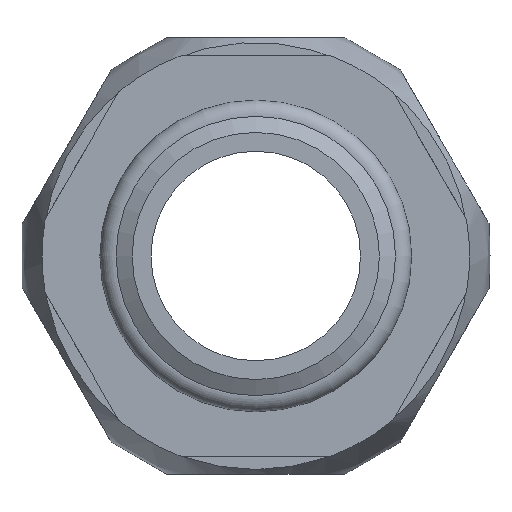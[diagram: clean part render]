
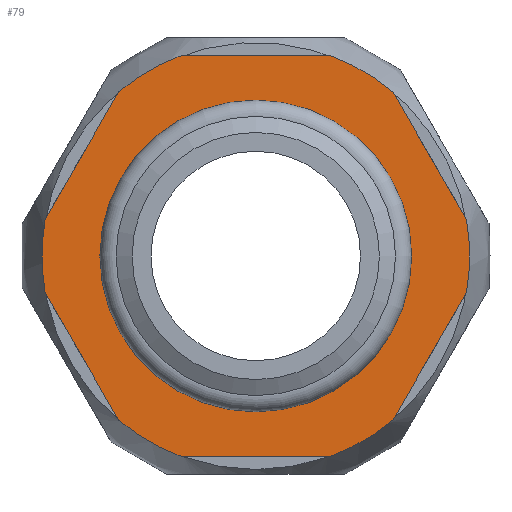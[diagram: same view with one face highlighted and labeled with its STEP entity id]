
A CAD part, left-side view. The second image highlights one B-rep face of the part: STEP entity #79.
In plain terms, the highlighted planar face has unit normal (-1, 0, 0).
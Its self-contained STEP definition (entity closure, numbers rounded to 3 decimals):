
#79 = ADVANCED_FACE( '', ( #121, #122 ), #123, .T. );
#121 = FACE_BOUND( '', #209, .T. );
#122 = FACE_OUTER_BOUND( '', #210, .T. );
#123 = PLANE( '', #211 );
#209 = EDGE_LOOP( '', ( #352 ) );
#210 = EDGE_LOOP( '', ( #353, #354, #355, #356, #357, #358, #359, #360, #361, #362, #363, #364 ) );
#211 = AXIS2_PLACEMENT_3D( '', #365, #366, #367 );
#352 = ORIENTED_EDGE( '', *, *, #579, .F. );
#353 = ORIENTED_EDGE( '', *, *, #580, .F. );
#354 = ORIENTED_EDGE( '', *, *, #581, .F. );
#355 = ORIENTED_EDGE( '', *, *, #582, .F. );
#356 = ORIENTED_EDGE( '', *, *, #583, .F. );
#357 = ORIENTED_EDGE( '', *, *, #584, .F. );
#358 = ORIENTED_EDGE( '', *, *, #585, .F. );
#359 = ORIENTED_EDGE( '', *, *, #586, .F. );
#360 = ORIENTED_EDGE( '', *, *, #587, .F. );
#361 = ORIENTED_EDGE( '', *, *, #588, .F. );
#362 = ORIENTED_EDGE( '', *, *, #589, .F. );
#363 = ORIENTED_EDGE( '', *, *, #590, .F. );
#364 = ORIENTED_EDGE( '', *, *, #591, .F. );
#365 = CARTESIAN_POINT( '', ( -1.35, 12.25, 0. ) );
#366 = DIRECTION( '', ( -1., 0., 0. ) );
#367 = DIRECTION( '', ( 0., 0., 1. ) );
#579 = EDGE_CURVE( '', #664, #664, #665, .T. );
#580 = EDGE_CURVE( '', #666, #667, #668, .T. );
#581 = EDGE_CURVE( '', #669, #666, #670, .T. );
#582 = EDGE_CURVE( '', #671, #669, #672, .T. );
#583 = EDGE_CURVE( '', #673, #671, #674, .T. );
#584 = EDGE_CURVE( '', #675, #673, #676, .T. );
#585 = EDGE_CURVE( '', #677, #675, #678, .T. );
#586 = EDGE_CURVE( '', #679, #677, #680, .T. );
#587 = EDGE_CURVE( '', #681, #679, #682, .T. );
#588 = EDGE_CURVE( '', #683, #681, #684, .T. );
#589 = EDGE_CURVE( '', #685, #683, #686, .T. );
#590 = EDGE_CURVE( '', #687, #685, #688, .T. );
#591 = EDGE_CURVE( '', #667, #687, #689, .T. );
#664 = VERTEX_POINT( '', #930 );
#665 = CIRCLE( '', #931, 8.596 );
#666 = VERTEX_POINT( '', #932 );
#667 = VERTEX_POINT( '', #933 );
#668 = CIRCLE( '', #934, 12.25 );
#669 = VERTEX_POINT( '', #935 );
#670 = LINE( '', #936, #937 );
#671 = VERTEX_POINT( '', #938 );
#672 = CIRCLE( '', #939, 12.25 );
#673 = VERTEX_POINT( '', #940 );
#674 = LINE( '', #941, #942 );
#675 = VERTEX_POINT( '', #943 );
#676 = CIRCLE( '', #944, 12.25 );
#677 = VERTEX_POINT( '', #945 );
#678 = LINE( '', #946, #947 );
#679 = VERTEX_POINT( '', #948 );
#680 = CIRCLE( '', #949, 12.25 );
#681 = VERTEX_POINT( '', #950 );
#682 = LINE( '', #951, #952 );
#683 = VERTEX_POINT( '', #953 );
#684 = CIRCLE( '', #954, 12.25 );
#685 = VERTEX_POINT( '', #955 );
#686 = LINE( '', #956, #957 );
#687 = VERTEX_POINT( '', #958 );
#688 = CIRCLE( '', #959, 12.25 );
#689 = LINE( '', #960, #961 );
#930 = CARTESIAN_POINT( '', ( -1.35, 0., 8.596 ) );
#931 = AXIS2_PLACEMENT_3D( '', #1331, #1332, #1333 );
#932 = CARTESIAN_POINT( '', ( -1.35, 12.07, -2.095 ) );
#933 = CARTESIAN_POINT( '', ( -1.35, 12.07, 2.095 ) );
#934 = AXIS2_PLACEMENT_3D( '', #1334, #1335, #1336 );
#935 = CARTESIAN_POINT( '', ( -1.35, 7.849, -9.405 ) );
#936 = CARTESIAN_POINT( '', ( -1.35, 13.022, -0.446 ) );
#937 = VECTOR( '', #1337, 1000. );
#938 = CARTESIAN_POINT( '', ( -1.35, 4.22, -11.5 ) );
#939 = AXIS2_PLACEMENT_3D( '', #1338, #1339, #1340 );
#940 = CARTESIAN_POINT( '', ( -1.35, -4.22, -11.5 ) );
#941 = CARTESIAN_POINT( '', ( -1.35, 12.25, -11.5 ) );
#942 = VECTOR( '', #1341, 1000. );
#943 = CARTESIAN_POINT( '', ( -1.35, -7.849, -9.405 ) );
#944 = AXIS2_PLACEMENT_3D( '', #1342, #1343, #1344 );
#945 = CARTESIAN_POINT( '', ( -1.35, -12.07, -2.095 ) );
#946 = CARTESIAN_POINT( '', ( -1.35, -6.897, -11.054 ) );
#947 = VECTOR( '', #1345, 1000. );
#948 = CARTESIAN_POINT( '', ( -1.35, -12.07, 2.095 ) );
#949 = AXIS2_PLACEMENT_3D( '', #1346, #1347, #1348 );
#950 = CARTESIAN_POINT( '', ( -1.35, -7.849, 9.405 ) );
#951 = CARTESIAN_POINT( '', ( -1.35, -6.897, 11.054 ) );
#952 = VECTOR( '', #1349, 1000. );
#953 = CARTESIAN_POINT( '', ( -1.35, -4.22, 11.5 ) );
#954 = AXIS2_PLACEMENT_3D( '', #1350, #1351, #1352 );
#955 = CARTESIAN_POINT( '', ( -1.35, 4.22, 11.5 ) );
#956 = CARTESIAN_POINT( '', ( -1.35, 12.25, 11.5 ) );
#957 = VECTOR( '', #1353, 1000. );
#958 = CARTESIAN_POINT( '', ( -1.35, 7.849, 9.405 ) );
#959 = AXIS2_PLACEMENT_3D( '', #1354, #1355, #1356 );
#960 = CARTESIAN_POINT( '', ( -1.35, 13.022, 0.446 ) );
#961 = VECTOR( '', #1357, 1000. );
#1331 = CARTESIAN_POINT( '', ( -1.35, 0., 0. ) );
#1332 = DIRECTION( '', ( -1., 0., 0. ) );
#1333 = DIRECTION( '', ( 0., 0., 1. ) );
#1334 = CARTESIAN_POINT( '', ( -1.35, 0., 0. ) );
#1335 = DIRECTION( '', ( 1., 0., 0. ) );
#1336 = DIRECTION( '', ( 0., 0., -1. ) );
#1337 = DIRECTION( '', ( 0., 0.5, 0.866 ) );
#1338 = CARTESIAN_POINT( '', ( -1.35, 0., 0. ) );
#1339 = DIRECTION( '', ( 1., 0., 0. ) );
#1340 = DIRECTION( '', ( 0., 0., -1. ) );
#1341 = DIRECTION( '', ( 0., 1., 0. ) );
#1342 = CARTESIAN_POINT( '', ( -1.35, 0., 0. ) );
#1343 = DIRECTION( '', ( 1., 0., 0. ) );
#1344 = DIRECTION( '', ( 0., 0., -1. ) );
#1345 = DIRECTION( '', ( 0., 0.5, -0.866 ) );
#1346 = CARTESIAN_POINT( '', ( -1.35, 0., 0. ) );
#1347 = DIRECTION( '', ( 1., 0., 0. ) );
#1348 = DIRECTION( '', ( 0., 0., -1. ) );
#1349 = DIRECTION( '', ( 0., -0.5, -0.866 ) );
#1350 = CARTESIAN_POINT( '', ( -1.35, 0., 0. ) );
#1351 = DIRECTION( '', ( 1., 0., 0. ) );
#1352 = DIRECTION( '', ( 0., 0., -1. ) );
#1353 = DIRECTION( '', ( 0., -1., 0. ) );
#1354 = CARTESIAN_POINT( '', ( -1.35, 0., 0. ) );
#1355 = DIRECTION( '', ( 1., 0., 0. ) );
#1356 = DIRECTION( '', ( 0., 0., -1. ) );
#1357 = DIRECTION( '', ( 0., -0.5, 0.866 ) );
